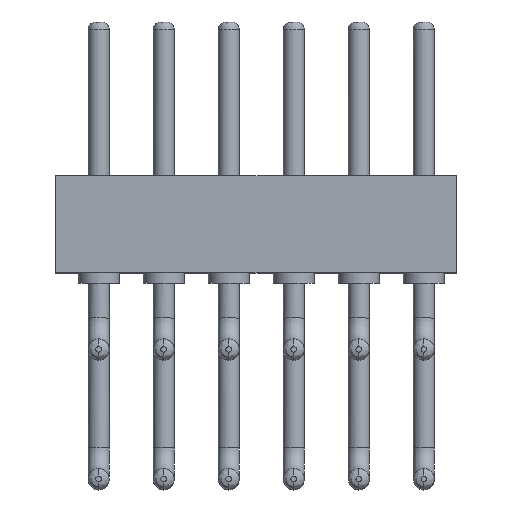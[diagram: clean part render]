
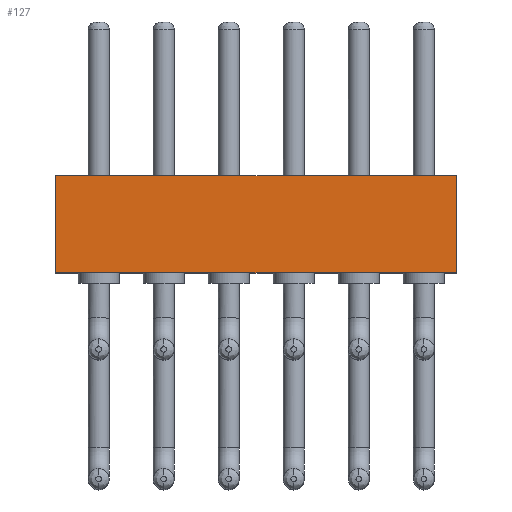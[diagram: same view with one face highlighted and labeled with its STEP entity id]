
A CAD part, top view. The second image highlights one B-rep face of the part: STEP entity #127.
In plain terms, the highlighted planar face has unit normal (0, 0, 1).
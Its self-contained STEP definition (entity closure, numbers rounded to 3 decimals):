
#79=CARTESIAN_POINT('',(12.905,0.95,0.635));
#80=DIRECTION('',(1.,0.,0.));
#81=DIRECTION('',(0.,0.,1.));
#82=AXIS2_PLACEMENT_3D('',#79,#81,#80);
#83=PLANE('',#82);
#84=CARTESIAN_POINT('',(0.,0.,0.635));
#85=VERTEX_POINT('',#84);
#86=CARTESIAN_POINT('',(0.,1.9,0.635));
#87=VERTEX_POINT('',#86);
#88=CARTESIAN_POINT('',(0.,0.,0.635));
#89=CARTESIAN_POINT('',(0.,0.38,0.635));
#90=CARTESIAN_POINT('',(0.,0.76,0.635));
#91=CARTESIAN_POINT('',(0.,1.14,0.635));
#92=CARTESIAN_POINT('',(0.,1.52,0.635));
#93=CARTESIAN_POINT('',(0.,1.9,0.635));
#94=B_SPLINE_CURVE_WITH_KNOTS('',5,(#88,#89,#90,#91,#92,#93),.UNSPECIFIED.,.F.,.U.,(6,6),(0.,1.9),.UNSPECIFIED.);
#95=EDGE_CURVE('',#85,#87,#94,.T.);
#96=ORIENTED_EDGE('',*,*,#95,.F.);
#97=CARTESIAN_POINT('',(7.825,0.,0.635));
#98=VERTEX_POINT('',#97);
#99=CARTESIAN_POINT('',(0.,0.,0.635));
#100=CARTESIAN_POINT('',(1.565,0.,0.635));
#101=CARTESIAN_POINT('',(3.13,0.,0.635));
#102=CARTESIAN_POINT('',(4.695,0.,0.635));
#103=CARTESIAN_POINT('',(6.26,0.,0.635));
#104=CARTESIAN_POINT('',(7.825,0.,0.635));
#105=B_SPLINE_CURVE_WITH_KNOTS('',5,(#99,#100,#101,#102,#103,#104),.UNSPECIFIED.,.F.,.U.,(6,6),(0.,7.825),.UNSPECIFIED.);
#106=EDGE_CURVE('',#85,#98,#105,.T.);
#107=ORIENTED_EDGE('',*,*,#106,.T.);
#108=CARTESIAN_POINT('',(7.825,1.9,0.635));
#109=VERTEX_POINT('',#108);
#110=CARTESIAN_POINT('',(7.825,1.9,0.635));
#111=DIRECTION('',(0.,-1.,0.));
#112=VECTOR('',#111,1.9);
#113=LINE('',#110,#112);
#114=EDGE_CURVE('',#109,#98,#113,.T.);
#115=ORIENTED_EDGE('',*,*,#114,.F.);
#116=CARTESIAN_POINT('',(0.,1.9,0.635));
#117=CARTESIAN_POINT('',(1.565,1.9,0.635));
#118=CARTESIAN_POINT('',(3.13,1.9,0.635));
#119=CARTESIAN_POINT('',(4.695,1.9,0.635));
#120=CARTESIAN_POINT('',(6.26,1.9,0.635));
#121=CARTESIAN_POINT('',(7.825,1.9,0.635));
#122=B_SPLINE_CURVE_WITH_KNOTS('',5,(#116,#117,#118,#119,#120,#121),.UNSPECIFIED.,.F.,.U.,(6,6),(0.,7.825),.UNSPECIFIED.);
#123=EDGE_CURVE('',#87,#109,#122,.T.);
#124=ORIENTED_EDGE('',*,*,#123,.F.);
#125=EDGE_LOOP('',(#96,#107,#115,#124));
#126=FACE_OUTER_BOUND('',#125,.T.);
#127=ADVANCED_FACE('',(#126),#83,.T.);
